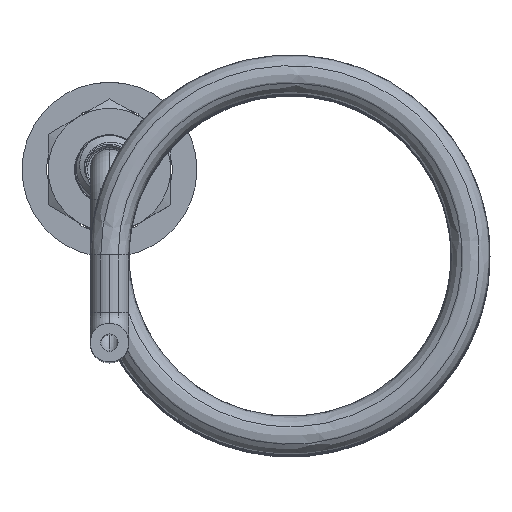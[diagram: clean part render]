
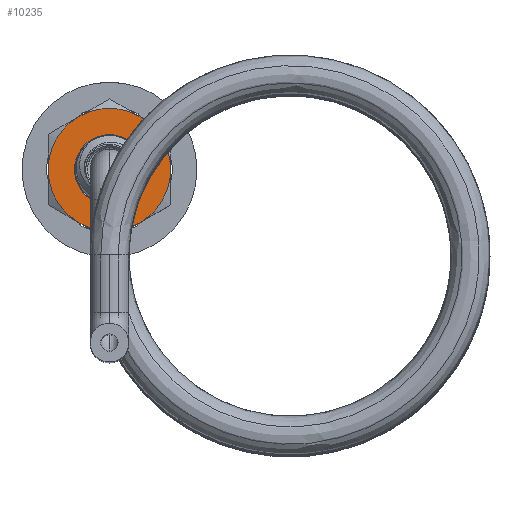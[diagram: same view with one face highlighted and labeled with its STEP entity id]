
A CAD part, top view. The second image highlights one B-rep face of the part: STEP entity #10235.
In plain terms, the highlighted planar face has unit normal (0, 0, 1).
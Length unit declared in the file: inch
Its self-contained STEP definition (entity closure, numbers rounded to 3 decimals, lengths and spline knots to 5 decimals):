
#9430=CARTESIAN_POINT('',(0.,0.,0.));
#9431=DIRECTION('',(0.,0.,-1.));
#9432=DIRECTION('',(1.,0.,0.));
#9433=AXIS2_PLACEMENT_3D('',#9430,#9431,#9432);
#9435=CARTESIAN_POINT('',(0.,0.,0.));
#9436=DIRECTION('',(0.,0.,-1.));
#9437=DIRECTION('',(0.5,-0.866,0.));
#9438=AXIS2_PLACEMENT_3D('',#9435,#9436,#9437);
#9440=CARTESIAN_POINT('',(0.,0.,0.));
#9441=DIRECTION('',(0.,0.,-1.));
#9442=DIRECTION('',(-0.5,-0.866,0.));
#9443=AXIS2_PLACEMENT_3D('',#9440,#9441,#9442);
#9445=CARTESIAN_POINT('',(0.,0.,0.));
#9446=DIRECTION('',(0.,0.,-1.));
#9447=DIRECTION('',(-1.,0.,0.));
#9448=AXIS2_PLACEMENT_3D('',#9445,#9446,#9447);
#9450=CARTESIAN_POINT('',(0.,0.,0.));
#9451=DIRECTION('',(0.,0.,-1.));
#9452=DIRECTION('',(-0.5,0.866,0.));
#9453=AXIS2_PLACEMENT_3D('',#9450,#9451,#9452);
#9455=CARTESIAN_POINT('',(0.,0.,0.));
#9456=DIRECTION('',(0.,0.,-1.));
#9457=DIRECTION('',(0.5,0.866,0.));
#9458=AXIS2_PLACEMENT_3D('',#9455,#9456,#9457);
#9477=CARTESIAN_POINT('',(0.,0.,0.));
#9478=DIRECTION('',(0.,0.,-1.));
#9479=DIRECTION('',(-1.,0.,0.));
#9480=AXIS2_PLACEMENT_3D('',#9477,#9478,#9479);
#9486=CARTESIAN_POINT('',(0.,0.,0.));
#9487=DIRECTION('',(0.,0.,-1.));
#9488=DIRECTION('',(1.,0.,0.));
#9489=AXIS2_PLACEMENT_3D('',#9486,#9487,#9488);
#9900=CARTESIAN_POINT('',(3.5,0.,0.));
#9901=CARTESIAN_POINT('',(1.75,-3.03109,0.));
#9902=VERTEX_POINT('',#9900);
#9903=VERTEX_POINT('',#9901);
#9904=CARTESIAN_POINT('',(-2.,0.,0.));
#9905=CARTESIAN_POINT('',(2.,0.,0.));
#9906=VERTEX_POINT('',#9904);
#9907=VERTEX_POINT('',#9905);
#9931=CARTESIAN_POINT('',(-1.75,-3.03109,0.));
#9932=VERTEX_POINT('',#9931);
#9933=CARTESIAN_POINT('',(-3.5,0.,0.));
#9934=VERTEX_POINT('',#9933);
#9935=CARTESIAN_POINT('',(-1.75,3.03109,0.));
#9936=CARTESIAN_POINT('',(1.75,3.03109,0.));
#9937=VERTEX_POINT('',#9935);
#9938=VERTEX_POINT('',#9936);
#10211=CARTESIAN_POINT('',(-7.,0.,0.));
#10212=DIRECTION('',(0.,0.,1.));
#10213=DIRECTION('',(1.,0.,0.));
#10214=AXIS2_PLACEMENT_3D('',#10211,#10212,#10213);
#10215=PLANE('',#10214);
#10216=ORIENTED_EDGE('',*,*,#10206,.T.);
#10218=ORIENTED_EDGE('',*,*,#10217,.T.);
#10220=ORIENTED_EDGE('',*,*,#10219,.T.);
#10222=ORIENTED_EDGE('',*,*,#10221,.T.);
#10224=ORIENTED_EDGE('',*,*,#10223,.T.);
#10226=ORIENTED_EDGE('',*,*,#10225,.T.);
#10227=EDGE_LOOP('',(#10216,#10218,#10220,#10222,#10224,#10226));
#10228=FACE_OUTER_BOUND('',#10227,.F.);
#10230=ORIENTED_EDGE('',*,*,#10229,.F.);
#10232=ORIENTED_EDGE('',*,*,#10231,.F.);
#10233=EDGE_LOOP('',(#10230,#10232));
#10234=FACE_BOUND('',#10233,.F.);
#10235=ADVANCED_FACE('',(#10228,#10234),#10215,.T.);
#9434=CIRCLE('',#9433,3.5);
#9439=CIRCLE('',#9438,3.5);
#9444=CIRCLE('',#9443,3.5);
#9449=CIRCLE('',#9448,3.5);
#9454=CIRCLE('',#9453,3.5);
#9459=CIRCLE('',#9458,3.5);
#9481=CIRCLE('',#9480,2.);
#9490=CIRCLE('',#9489,2.);
#10206=EDGE_CURVE('',#9902,#9903,#9434,.T.);
#10217=EDGE_CURVE('',#9903,#9932,#9439,.T.);
#10219=EDGE_CURVE('',#9932,#9934,#9444,.T.);
#10221=EDGE_CURVE('',#9934,#9937,#9449,.T.);
#10223=EDGE_CURVE('',#9937,#9938,#9454,.T.);
#10225=EDGE_CURVE('',#9938,#9902,#9459,.T.);
#10229=EDGE_CURVE('',#9906,#9907,#9481,.T.);
#10231=EDGE_CURVE('',#9907,#9906,#9490,.T.);
